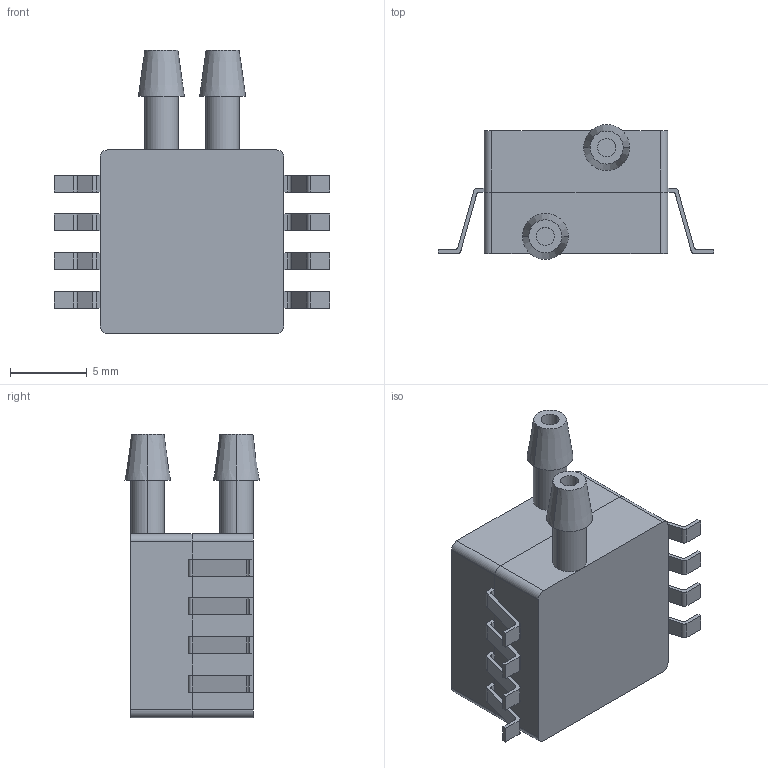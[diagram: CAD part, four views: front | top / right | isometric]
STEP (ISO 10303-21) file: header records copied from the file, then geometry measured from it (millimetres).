
FILE_DESCRIPTION (( 'STEP AP203' ), '1' );
FILE_NAME ('xgzp6899.STEP', '2023-09-26T00:50:15', ( '' ), ( '' ), 'SwSTEP 2.0', 'SolidWorks 2016', '' );
FILE_SCHEMA (( 'CONFIG_CONTROL_DESIGN' ));
Length unit declared in the file: millimetre
Products named in the file (1): xgzp6899
Bounding box: 18 x 8.8 x 18.5 mm (x, y, z)
Volume: 1206.7 mm3; surface area: 946.5 mm2
Topology: 1 solids, 1 shells, 297 faces, 817 edges, 536 vertices
Faces by surface type: plane 170, bspline 75, cylinder 48, cone 4
Entity records: 13108 total; most frequent: CARTESIAN_POINT 5902, ORIENTED_EDGE 1634, DIRECTION 1215, EDGE_CURVE 817, LINE 565, VECTOR 565, VERTEX_POINT 536, AXIS2_PLACEMENT_3D 325
